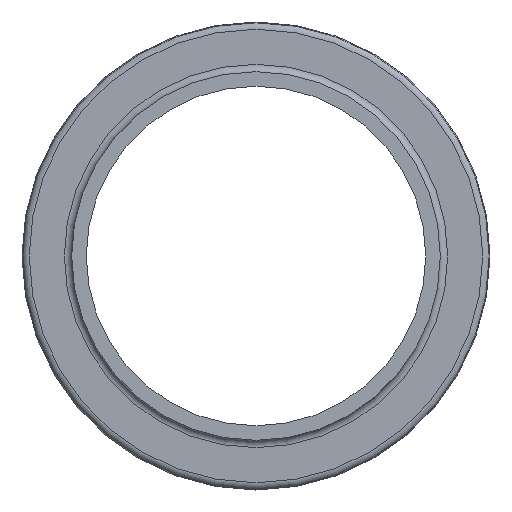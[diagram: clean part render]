
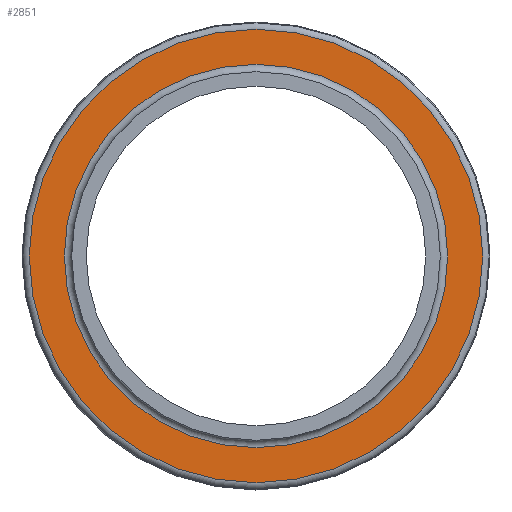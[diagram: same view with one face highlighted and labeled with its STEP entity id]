
A CAD part, front view. The second image highlights one B-rep face of the part: STEP entity #2851.
In plain terms, the highlighted planar face has unit normal (0, -1, 0).
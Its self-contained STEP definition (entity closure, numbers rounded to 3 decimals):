
#401=FACE_BOUND('',#1174,.T.);
#659=FACE_OUTER_BOUND('',#1173,.T.);
#1173=EDGE_LOOP('',(#2463));
#1174=EDGE_LOOP('',(#2464));
#1433=CIRCLE('',#3367,59.217);
#1434=CIRCLE('',#3369,70.05);
#1691=VERTEX_POINT('',#5174);
#1692=VERTEX_POINT('',#5177);
#1949=EDGE_CURVE('',#1691,#1691,#1433,.T.);
#1950=EDGE_CURVE('',#1692,#1692,#1434,.T.);
#2463=ORIENTED_EDGE('',*,*,#1950,.F.);
#2464=ORIENTED_EDGE('',*,*,#1949,.T.);
#2594=PLANE('',#3368);
#2851=ADVANCED_FACE('',(#659,#401),#2594,.T.);
#3367=AXIS2_PLACEMENT_3D('',#5175,#4397,#4398);
#3368=AXIS2_PLACEMENT_3D('',#5176,#4399,#4400);
#3369=AXIS2_PLACEMENT_3D('',#5178,#4401,#4402);
#4397=DIRECTION('center_axis',(0.,1.,0.));
#4398=DIRECTION('ref_axis',(1.,0.,0.));
#4399=DIRECTION('center_axis',(0.,-1.,0.));
#4400=DIRECTION('ref_axis',(0.,0.,-1.));
#4401=DIRECTION('center_axis',(0.,1.,0.));
#4402=DIRECTION('ref_axis',(1.,0.,0.));
#5174=CARTESIAN_POINT('',(-59.217,120.275,0.));
#5175=CARTESIAN_POINT('Origin',(0.,120.275,0.));
#5176=CARTESIAN_POINT('Origin',(-70.05,120.275,0.));
#5177=CARTESIAN_POINT('',(-70.05,120.275,0.));
#5178=CARTESIAN_POINT('Origin',(0.,120.275,0.));
